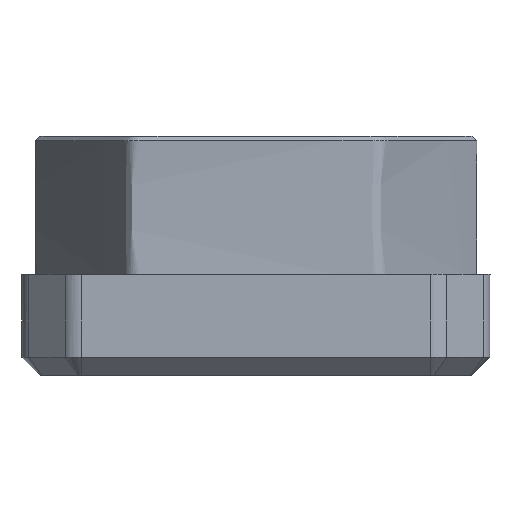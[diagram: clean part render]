
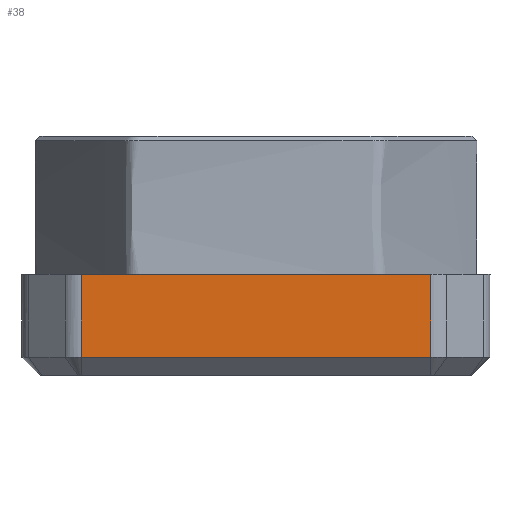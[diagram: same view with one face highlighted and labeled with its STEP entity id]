
A CAD part, left-side view. The second image highlights one B-rep face of the part: STEP entity #38.
In plain terms, the highlighted planar face has unit normal (-1, 0, 0).
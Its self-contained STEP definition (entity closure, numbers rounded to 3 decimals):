
#38=ADVANCED_FACE('',(#89),#755,.T.);
#89=FACE_OUTER_BOUND('',#140,.T.);
#140=EDGE_LOOP('',(#269,#270,#271,#272));
#269=ORIENTED_EDGE('',*,*,#459,.F.);
#270=ORIENTED_EDGE('',*,*,#446,.F.);
#271=ORIENTED_EDGE('',*,*,#461,.F.);
#272=ORIENTED_EDGE('',*,*,#460,.F.);
#446=EDGE_CURVE('',#677,#676,#557,.T.);
#459=EDGE_CURVE('',#676,#696,#563,.T.);
#460=EDGE_CURVE('',#696,#697,#564,.T.);
#461=EDGE_CURVE('',#697,#677,#565,.T.);
#557=B_SPLINE_CURVE_WITH_KNOTS('',1,(#2416,#2417),.UNSPECIFIED.,.F.,.F.,
(2,2),(-1.8,0.),.UNSPECIFIED.);
#563=B_SPLINE_CURVE_WITH_KNOTS('',1,(#2449,#2450),.UNSPECIFIED.,.F.,.F.,
(2,2),(0.,7.57),.UNSPECIFIED.);
#564=B_SPLINE_CURVE_WITH_KNOTS('',1,(#2451,#2452),.UNSPECIFIED.,.F.,.F.,
(2,2),(0.,1.8),.UNSPECIFIED.);
#565=B_SPLINE_CURVE_WITH_KNOTS('',1,(#2453,#2454),.UNSPECIFIED.,.F.,.F.,
(2,2),(0.,7.57),.UNSPECIFIED.);
#676=VERTEX_POINT('',#1981);
#677=VERTEX_POINT('',#1982);
#696=VERTEX_POINT('',#2001);
#697=VERTEX_POINT('',#2002);
#755=PLANE('',#801);
#801=AXIS2_PLACEMENT_3D('',#1431,#830,$);
#830=DIRECTION('',(-1.,0.,0.));
#1431=CARTESIAN_POINT('',(394.831,-26.124,26.399));
#1981=CARTESIAN_POINT('',(394.831,-25.247,26.699));
#1982=CARTESIAN_POINT('',(394.831,-25.247,28.499));
#2001=CARTESIAN_POINT('',(394.831,-17.678,26.699));
#2002=CARTESIAN_POINT('',(394.831,-17.678,28.499));
#2416=CARTESIAN_POINT('',(394.831,-25.247,28.499));
#2417=CARTESIAN_POINT('',(394.831,-25.247,26.699));
#2449=CARTESIAN_POINT('',(394.831,-25.247,26.699));
#2450=CARTESIAN_POINT('',(394.831,-17.678,26.699));
#2451=CARTESIAN_POINT('',(394.831,-17.678,26.699));
#2452=CARTESIAN_POINT('',(394.831,-17.678,28.499));
#2453=CARTESIAN_POINT('',(394.831,-17.678,28.499));
#2454=CARTESIAN_POINT('',(394.831,-25.247,28.499));
